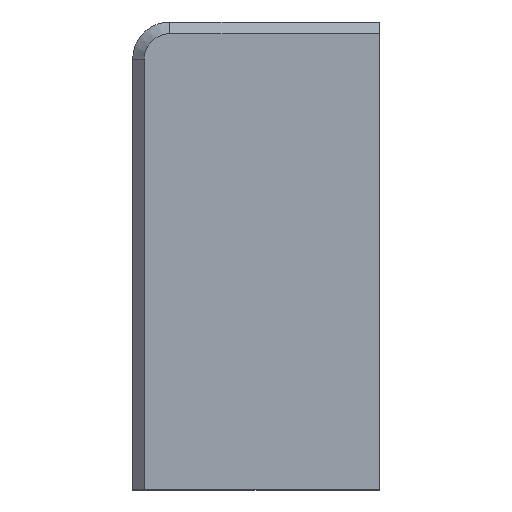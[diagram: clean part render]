
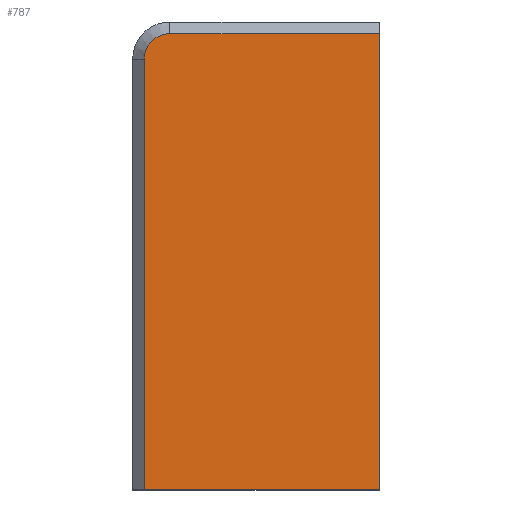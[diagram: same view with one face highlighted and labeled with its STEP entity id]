
A CAD part, top view. The second image highlights one B-rep face of the part: STEP entity #787.
In plain terms, the highlighted planar face has unit normal (0, 0, 1).
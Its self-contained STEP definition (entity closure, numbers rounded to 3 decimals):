
#373 = VERTEX_POINT('',#374);
#374 = CARTESIAN_POINT('',(19.,18.,16.6));
#380 = EDGE_CURVE('',#373,#381,#383,.T.);
#381 = VERTEX_POINT('',#382);
#382 = CARTESIAN_POINT('',(-1.2,18.,16.6));
#383 = LINE('',#384,#385);
#384 = CARTESIAN_POINT('',(19.,18.,16.6));
#385 = VECTOR('',#386,1.);
#386 = DIRECTION('',(-1.,-0.,-0.));
#413 = VERTEX_POINT('',#414);
#414 = CARTESIAN_POINT('',(19.,57.2,16.6));
#420 = EDGE_CURVE('',#413,#373,#421,.T.);
#421 = LINE('',#422,#423);
#422 = CARTESIAN_POINT('',(19.,58.2,16.6));
#423 = VECTOR('',#424,1.);
#424 = DIRECTION('',(-0.,-1.,-0.));
#770 = VERTEX_POINT('',#771);
#771 = CARTESIAN_POINT('',(-1.2,55.,16.6));
#777 = EDGE_CURVE('',#381,#770,#778,.T.);
#778 = LINE('',#779,#780);
#779 = CARTESIAN_POINT('',(-1.2,18.,16.6));
#780 = VECTOR('',#781,1.);
#781 = DIRECTION('',(0.,1.,0.));
#787 = ADVANCED_FACE('',(#788),#808,.T.);
#788 = FACE_BOUND('',#789,.F.);
#789 = EDGE_LOOP('',(#790,#791,#792,#793,#802));
#790 = ORIENTED_EDGE('',*,*,#420,.T.);
#791 = ORIENTED_EDGE('',*,*,#380,.T.);
#792 = ORIENTED_EDGE('',*,*,#777,.T.);
#793 = ORIENTED_EDGE('',*,*,#794,.T.);
#794 = EDGE_CURVE('',#770,#795,#797,.T.);
#795 = VERTEX_POINT('',#796);
#796 = CARTESIAN_POINT('',(1.,57.2,16.6));
#797 = CIRCLE('',#798,2.2);
#798 = AXIS2_PLACEMENT_3D('',#799,#800,#801);
#799 = CARTESIAN_POINT('',(1.,55.,16.6));
#800 = DIRECTION('',(0.,0.,-1.));
#801 = DIRECTION('',(-1.,-0.,-0.));
#802 = ORIENTED_EDGE('',*,*,#803,.T.);
#803 = EDGE_CURVE('',#795,#413,#804,.T.);
#804 = LINE('',#805,#806);
#805 = CARTESIAN_POINT('',(1.,57.2,16.6));
#806 = VECTOR('',#807,1.);
#807 = DIRECTION('',(1.,0.,0.));
#808 = PLANE('',#809);
#809 = AXIS2_PLACEMENT_3D('',#810,#811,#812);
#810 = CARTESIAN_POINT('',(8.532,37.856,16.6));
#811 = DIRECTION('',(0.,0.,1.));
#812 = DIRECTION('',(1.,0.,0.));
